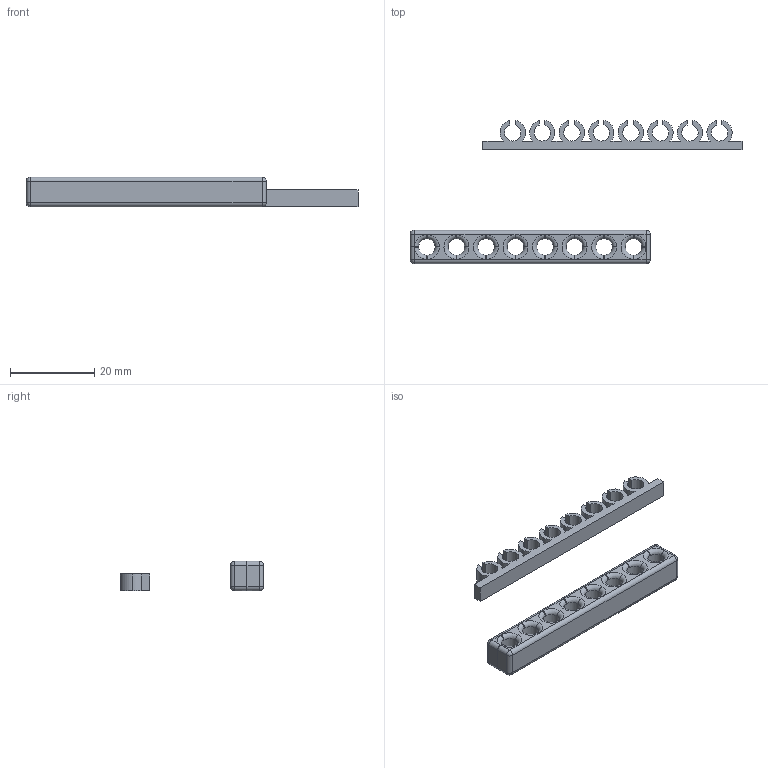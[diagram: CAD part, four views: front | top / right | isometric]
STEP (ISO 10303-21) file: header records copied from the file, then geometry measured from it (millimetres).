
FILE_DESCRIPTION(('HOOPS Exchange Step'),'2;1');
FILE_NAME('temp_export','2024-06-05T16:23:16-04:00',('mobile'),('Shapr3D Limited'),'HOOPS Exchange 2024.2','Shapr3D','Authorized');
FILE_SCHEMA( ('AUTOMOTIVE_DESIGN { 1 0 10303 214 1 1 1 1 }') );
Length unit declared in the file: millimetre
Products named in the file (1): root
Bounding box: 78.66 x 33.95 x 7 mm (x, y, z)
Volume: 3265.5 mm3; surface area: 3760.9 mm2
Topology: 2 solids, 2 shells, 163 faces, 453 edges, 277 vertices
Faces by surface type: cylinder 63, plane 47, torus 25, bspline 19, sphere 9
Full cylindrical faces by diameter (mm): 3.9 x8
Entity records: 5947 total; most frequent: CARTESIAN_POINT 1686, DIRECTION 940, ORIENTED_EDGE 888, EDGE_CURVE 444, AXIS2_PLACEMENT_3D 371, VERTEX_POINT 277, CIRCLE 224, VECTOR 198
